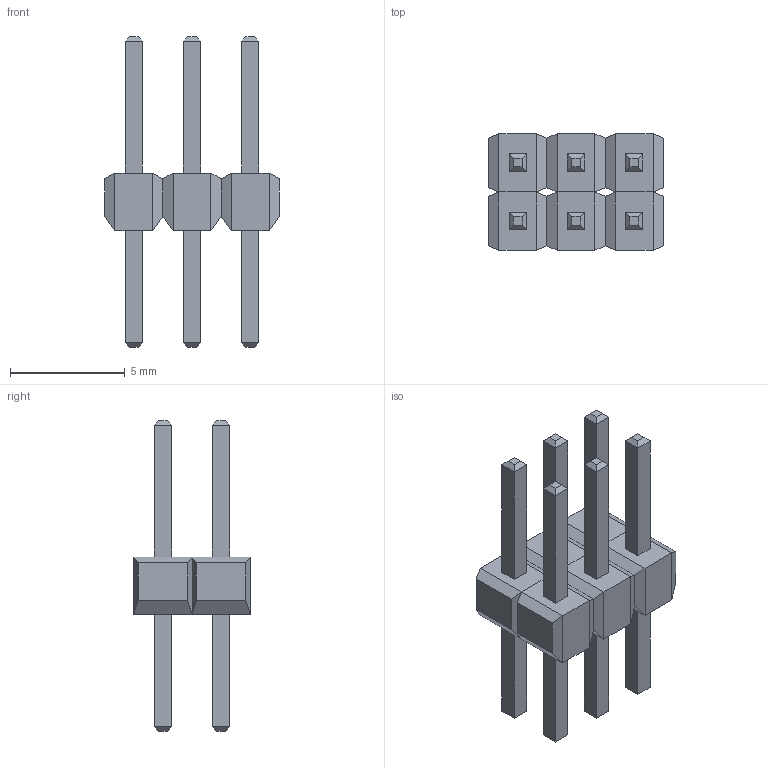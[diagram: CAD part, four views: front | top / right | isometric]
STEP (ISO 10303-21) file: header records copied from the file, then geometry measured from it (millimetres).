
FILE_DESCRIPTION(('STEP AP214'),'1');
FILE_NAME('CONN_PH2-06-UA_ADM','2023-12-16T03:14:48',(''),(''),'','','');
FILE_SCHEMA(('AUTOMOTIVE_DESIGN'));
Length unit declared in the file: millimetre
Products named in the file (1): product
Bounding box: 7.62 x 5.08 x 13.54 mm (x, y, z)
Volume: 127.3 mm3; surface area: 385.2 mm2
Topology: 14 solids, 14 shells, 196 faces, 392 edges, 224 vertices
Faces by surface type: plane 196
Entity records: 4766 total; most frequent: DIRECTION 786, ORIENTED_EDGE 784, CARTESIAN_POINT 421, EDGE_CURVE 392, LINE 392, VECTOR 392, VERTEX_POINT 224, AXIS2_PLACEMENT_3D 197
